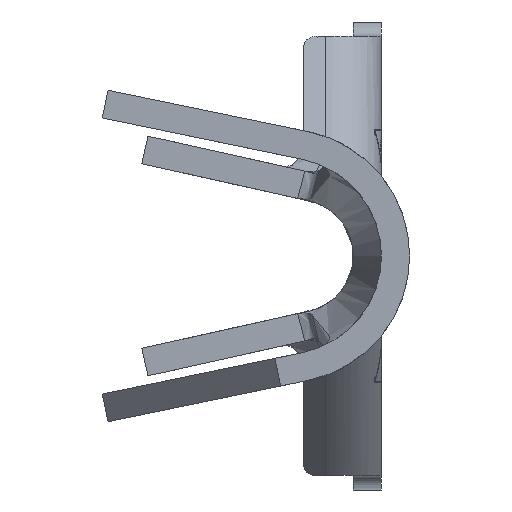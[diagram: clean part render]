
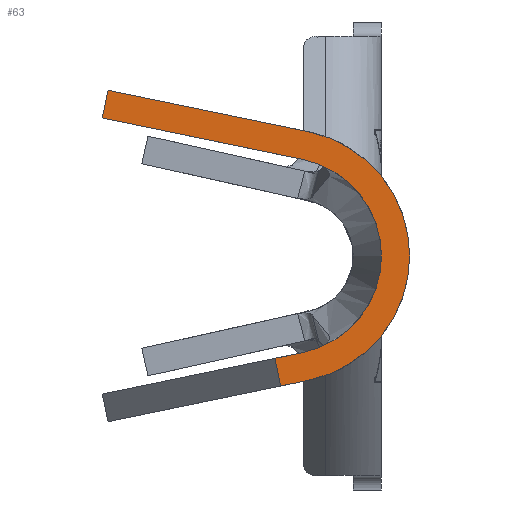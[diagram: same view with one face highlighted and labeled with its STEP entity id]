
A CAD part, left-side view. The second image highlights one B-rep face of the part: STEP entity #63.
In plain terms, the highlighted planar face has unit normal (-1, 0, 0).
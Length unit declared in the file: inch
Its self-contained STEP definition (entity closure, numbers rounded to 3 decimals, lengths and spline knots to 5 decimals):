
#63 = ADVANCED_FACE ( 'NONE', ( #2879 ), #5530, .T. ) ;
#240 = LINE ( 'NONE', #2876, #3415 ) ;
#263 = AXIS2_PLACEMENT_3D ( 'NONE', #6108, #2315, #6758 ) ;
#290 = DIRECTION ( 'NONE',  ( 0., 0., 1. ) ) ;
#416 = CARTESIAN_POINT ( 'NONE',  ( -0.627, 0.07558, -0.07263 ) ) ;
#427 = EDGE_CURVE ( 'NONE', #4985, #7933, #6140, .T. ) ;
#1439 = ORIENTED_EDGE ( 'NONE', *, *, #4390, .T. ) ;
#1484 = LINE ( 'NONE', #5109, #4850 ) ;
#1630 = EDGE_CURVE ( 'NONE', #6343, #5160, #1484, .T. ) ;
#1655 = DIRECTION ( 'NONE',  ( -1., 0., 0. ) ) ;
#1846 = ORIENTED_EDGE ( 'NONE', *, *, #4916, .T. ) ;
#2315 = DIRECTION ( 'NONE',  ( 1., 0., 0. ) ) ;
#2327 = ORIENTED_EDGE ( 'NONE', *, *, #7781, .T. ) ;
#2426 = VECTOR ( 'NONE', #4695, 39.37008 ) ;
#2580 = VERTEX_POINT ( 'NONE', #7375 ) ;
#2761 = DIRECTION ( 'NONE',  ( 0., -0.979, 0.202 ) ) ;
#2771 = EDGE_CURVE ( 'NONE', #5160, #2580, #6213, .T. ) ;
#2876 = CARTESIAN_POINT ( 'NONE',  ( -0.627, 0.05584, -0.06855 ) ) ;
#2879 = FACE_OUTER_BOUND ( 'NONE', #7002, .T. ) ;
#2918 = CARTESIAN_POINT ( 'NONE',  ( -0.627, 0.07, 0. ) ) ;
#2946 = ORIENTED_EDGE ( 'NONE', *, *, #1630, .T. ) ;
#3143 = DIRECTION ( 'NONE',  ( 0., -0.202, -0.979 ) ) ;
#3398 = AXIS2_PLACEMENT_3D ( 'NONE', #2918, #1655, #6283 ) ;
#3413 = CARTESIAN_POINT ( 'NONE',  ( -0.627, 0.0518, 0.08814 ) ) ;
#3415 = VECTOR ( 'NONE', #4769, 39.37008 ) ;
#3646 = CARTESIAN_POINT ( 'NONE',  ( -0.627, 0.0518, 0.08814 ) ) ;
#3649 = VECTOR ( 'NONE', #3859, 39.37008 ) ;
#3785 = AXIS2_PLACEMENT_3D ( 'NONE', #7897, #4089, #290 ) ;
#3859 = DIRECTION ( 'NONE',  ( 0., -0.979, -0.202 ) ) ;
#4089 = DIRECTION ( 'NONE',  ( -1., 0., 0. ) ) ;
#4117 = LINE ( 'NONE', #3413, #2426 ) ;
#4343 = ORIENTED_EDGE ( 'NONE', *, *, #7268, .T. ) ;
#4390 = EDGE_CURVE ( 'NONE', #8027, #4985, #5141, .T. ) ;
#4404 = CARTESIAN_POINT ( 'NONE',  ( -0.627, 0.07154, -0.09222 ) ) ;
#4435 = EDGE_CURVE ( 'NONE', #4829, #8027, #4946, .T. ) ;
#4531 = VECTOR ( 'NONE', #2761, 39.37008 ) ;
#4695 = DIRECTION ( 'NONE',  ( 0., 0.979, 0.202 ) ) ;
#4738 = CARTESIAN_POINT ( 'NONE',  ( -0.627, 0.198, 0.09791 ) ) ;
#4769 = DIRECTION ( 'NONE',  ( 0., 0.979, -0.202 ) ) ;
#4829 = VERTEX_POINT ( 'NONE', #7821 ) ;
#4850 = VECTOR ( 'NONE', #3143, 39.37008 ) ;
#4916 = EDGE_CURVE ( 'NONE', #2580, #8224, #5716, .T. ) ;
#4946 = LINE ( 'NONE', #6403, #8157 ) ;
#4985 = VERTEX_POINT ( 'NONE', #8014 ) ;
#5109 = CARTESIAN_POINT ( 'NONE',  ( -0.627, 0.07558, -0.07263 ) ) ;
#5141 = LINE ( 'NONE', #7679, #3649 ) ;
#5160 = VERTEX_POINT ( 'NONE', #4404 ) ;
#5530 = PLANE ( 'NONE',  #3398 ) ;
#5716 = CIRCLE ( 'NONE', #3785, 0.09 ) ;
#5742 = ORIENTED_EDGE ( 'NONE', *, *, #427, .T. ) ;
#5893 = CARTESIAN_POINT ( 'NONE',  ( -0.627, 0.05584, -0.06855 ) ) ;
#5909 = CARTESIAN_POINT ( 'NONE',  ( -0.627, 0.0518, -0.08814 ) ) ;
#6108 = CARTESIAN_POINT ( 'NONE',  ( -0.627, 0.07, 0. ) ) ;
#6140 = CIRCLE ( 'NONE', #263, 0.07 ) ;
#6213 = LINE ( 'NONE', #5909, #4531 ) ;
#6283 = DIRECTION ( 'NONE',  ( 0., 0., 1. ) ) ;
#6343 = VERTEX_POINT ( 'NONE', #416 ) ;
#6403 = CARTESIAN_POINT ( 'NONE',  ( -0.627, 0.198, 0.09791 ) ) ;
#6758 = DIRECTION ( 'NONE',  ( 0., 0., 1. ) ) ;
#7002 = EDGE_LOOP ( 'NONE', ( #2946, #7470, #1846, #4343, #7378, #1439, #5742, #2327 ) ) ;
#7037 = DIRECTION ( 'NONE',  ( 0., 0.202, -0.979 ) ) ;
#7268 = EDGE_CURVE ( 'NONE', #8224, #4829, #4117, .T. ) ;
#7375 = CARTESIAN_POINT ( 'NONE',  ( -0.627, 0.0518, -0.08814 ) ) ;
#7378 = ORIENTED_EDGE ( 'NONE', *, *, #4435, .T. ) ;
#7470 = ORIENTED_EDGE ( 'NONE', *, *, #2771, .T. ) ;
#7679 = CARTESIAN_POINT ( 'NONE',  ( -0.627, 0.05584, 0.06855 ) ) ;
#7781 = EDGE_CURVE ( 'NONE', #7933, #6343, #240, .T. ) ;
#7821 = CARTESIAN_POINT ( 'NONE',  ( -0.627, 0.19395, 0.1175 ) ) ;
#7897 = CARTESIAN_POINT ( 'NONE',  ( -0.627, 0.07, 0. ) ) ;
#7933 = VERTEX_POINT ( 'NONE', #5893 ) ;
#8014 = CARTESIAN_POINT ( 'NONE',  ( -0.627, 0.05584, 0.06855 ) ) ;
#8027 = VERTEX_POINT ( 'NONE', #4738 ) ;
#8157 = VECTOR ( 'NONE', #7037, 39.37008 ) ;
#8224 = VERTEX_POINT ( 'NONE', #3646 ) ;
